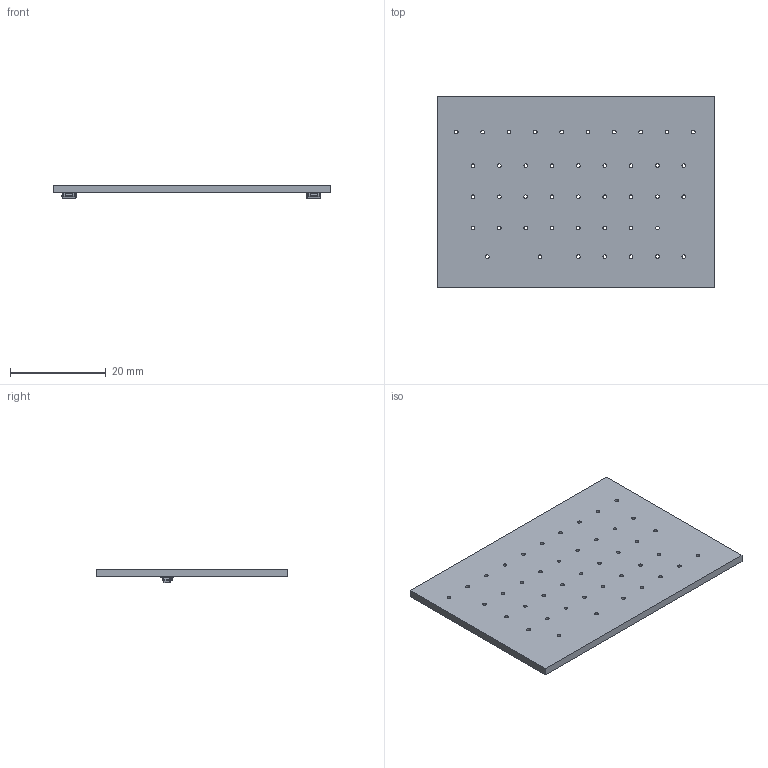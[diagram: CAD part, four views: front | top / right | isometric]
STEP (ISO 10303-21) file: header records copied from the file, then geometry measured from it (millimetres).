
FILE_DESCRIPTION(('KiCad electronic assembly'),'2;1');
FILE_NAME('sda_trie_kbd.step','2024-01-10T11:12:21',('Pcbnew'),('Kicad') ,'Open CASCADE STEP processor 7.5','KiCad to STEP converter','Unknown' );
FILE_SCHEMA(('AUTOMOTIVE_DESIGN { 1 0 10303 214 1 1 1 1 }'));
Length unit declared in the file: millimetre
Products named in the file (4): sda_trie_kbd 1; SOT-23; SOLID; sda_trie_kbd PCB
Assembly tree (4 placements, depth 3):
  sda_trie_kbd 1
    SOT-23  x2
      SOLID
    sda_trie_kbd PCB
Bounding box: 58 x 40.01 x 2.85 mm (x, y, z)
Volume: 3690.3 mm3; surface area: 5119.5 mm2
Topology: 3 solids, 3 shells, 201 faces, 501 edges, 306 vertices
Faces by surface type: plane 80, cylinder 67, bspline 54
Full cylindrical faces by diameter (mm): 0.762 x43
Entity records: 9017 total; most frequent: CARTESIAN_POINT 2115, DIRECTION 1097, LINE 659, VECTOR 659, ORIENTED_EDGE 642, PCURVE 642, DEFINITIONAL_REPRESENTATION 642, EDGE_CURVE 321
